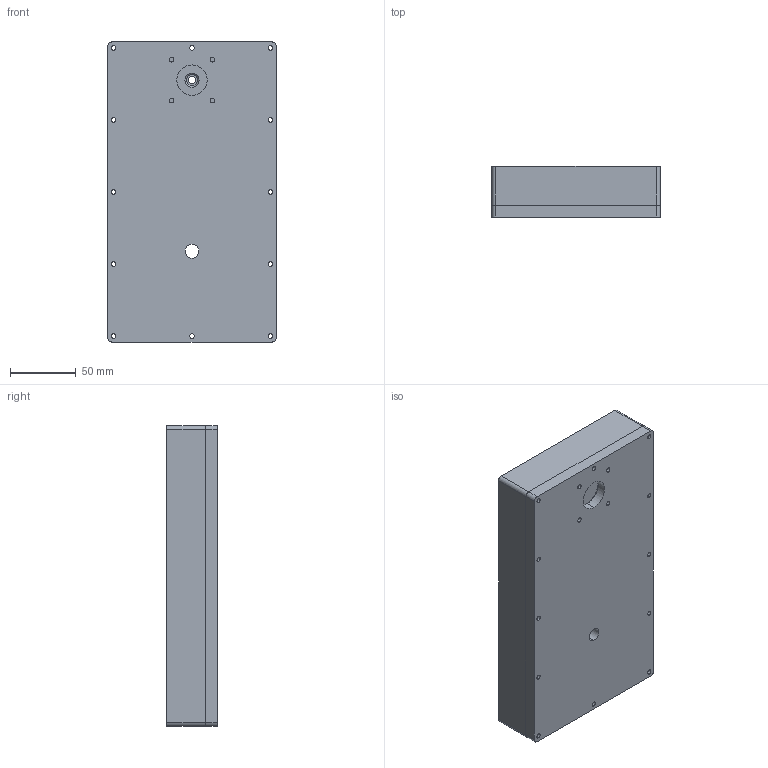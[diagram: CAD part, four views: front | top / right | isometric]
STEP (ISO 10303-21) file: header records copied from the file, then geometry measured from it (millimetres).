
FILE_DESCRIPTION (( 'STEP AP203' ), '1' );
FILE_NAME ('Gearbox.STEP', '2021-07-31T11:51:09', ( '' ), ( '' ), 'SwSTEP 2.0', 'SolidWorks 2020', '' );
FILE_SCHEMA (( 'CONFIG_CONTROL_DESIGN' ));
Length unit declared in the file: millimetre
Products named in the file (1): Gearbox
Bounding box: 128 x 38.5 x 228 mm (x, y, z)
Volume: 610628.3 mm3; surface area: 162940.6 mm2
Topology: 2 solids, 2 shells, 222 faces, 574 edges, 378 vertices
Faces by surface type: plane 110, cylinder 98, cone 14
Entity records: 7027 total; most frequent: DIRECTION 1230, CARTESIAN_POINT 1175, ORIENTED_EDGE 1148, EDGE_CURVE 574, AXIS2_PLACEMENT_3D 433, VERTEX_POINT 378, VECTOR 364, LINE 364
